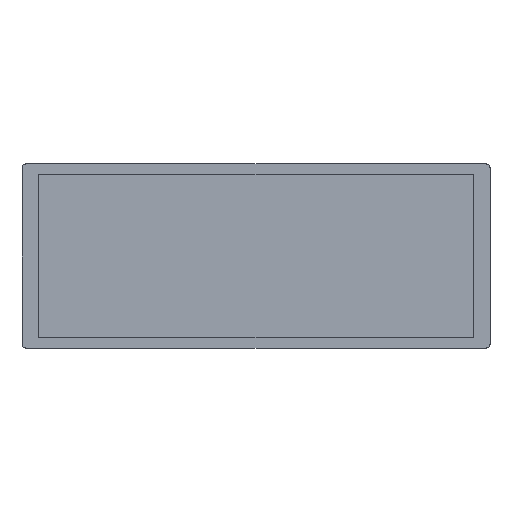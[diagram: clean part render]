
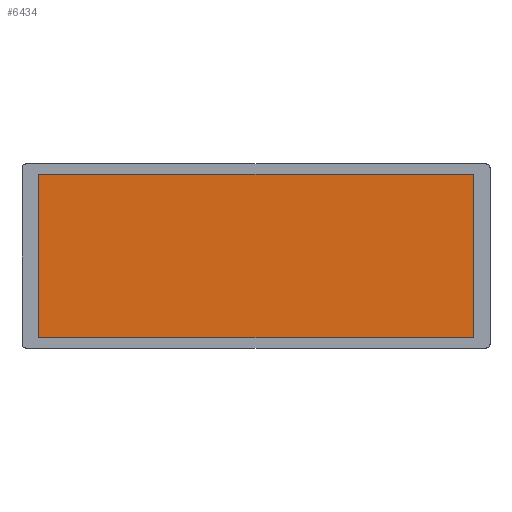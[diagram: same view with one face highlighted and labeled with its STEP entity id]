
A CAD part, top view. The second image highlights one B-rep face of the part: STEP entity #6434.
In plain terms, the highlighted planar face has unit normal (0, 0, 1).
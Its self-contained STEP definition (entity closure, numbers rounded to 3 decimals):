
#5310=DIRECTION('',(0.,-1.,0.));
#5311=VECTOR('',#5310,83.5);
#5312=CARTESIAN_POINT('',(-110.9,41.75,6.25));
#5313=LINE('',#5312,#5311);
#5317=DIRECTION('',(-1.,0.,0.));
#5318=VECTOR('',#5317,221.8);
#5319=CARTESIAN_POINT('',(110.9,41.75,6.25));
#5320=LINE('',#5319,#5318);
#5324=DIRECTION('',(0.,1.,0.));
#5325=VECTOR('',#5324,83.5);
#5326=CARTESIAN_POINT('',(110.9,-41.75,6.25));
#5327=LINE('',#5326,#5325);
#5331=DIRECTION('',(1.,0.,0.));
#5332=VECTOR('',#5331,221.8);
#5333=CARTESIAN_POINT('',(-110.9,-41.75,6.25));
#5334=LINE('',#5333,#5332);
#5452=CARTESIAN_POINT('',(-110.9,41.75,6.25));
#5453=CARTESIAN_POINT('',(-110.9,-41.75,6.25));
#5454=VERTEX_POINT('',#5452);
#5455=VERTEX_POINT('',#5453);
#5456=CARTESIAN_POINT('',(110.9,-41.75,6.25));
#5457=VERTEX_POINT('',#5456);
#5458=CARTESIAN_POINT('',(110.9,41.75,6.25));
#5459=VERTEX_POINT('',#5458);
#6423=CARTESIAN_POINT('',(0.,0.,6.25));
#6424=DIRECTION('',(0.,0.,1.));
#6425=DIRECTION('',(1.,0.,0.));
#6426=AXIS2_PLACEMENT_3D('',#6423,#6424,#6425);
#6427=PLANE('',#6426);
#6428=ORIENTED_EDGE('',*,*,#6375,.F.);
#6429=ORIENTED_EDGE('',*,*,#6390,.F.);
#6430=ORIENTED_EDGE('',*,*,#6404,.F.);
#6431=ORIENTED_EDGE('',*,*,#6417,.F.);
#6432=EDGE_LOOP('',(#6428,#6429,#6430,#6431));
#6433=FACE_OUTER_BOUND('',#6432,.F.);
#6434=ADVANCED_FACE('',(#6433),#6427,.T.);
#6375=EDGE_CURVE('',#5454,#5455,#5313,.T.);
#6390=EDGE_CURVE('',#5459,#5454,#5320,.T.);
#6404=EDGE_CURVE('',#5457,#5459,#5327,.T.);
#6417=EDGE_CURVE('',#5455,#5457,#5334,.T.);
